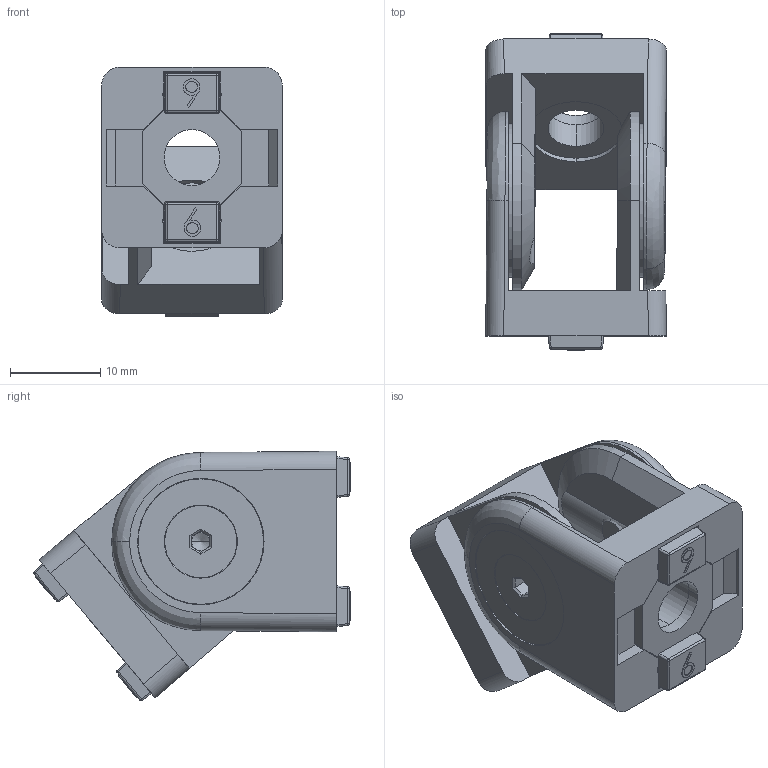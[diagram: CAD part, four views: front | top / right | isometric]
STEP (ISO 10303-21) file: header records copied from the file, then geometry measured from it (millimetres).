
FILE_DESCRIPTION (( 'STEP AP214' ), '1' );
FILE_NAME ('7125200', '2019-01-30T08:41:51', ( '' ), ('JUGARD+KÜNSTNER GmbH'), 'SwSTEP 2.0', 'SolidWorks 2017', '' );
FILE_SCHEMA (( 'AUTOMOTIVE_DESIGN' ));
Length unit declared in the file: millimetre
Products named in the file (6): 7125200; Part5; Part1; Part2; Part3; Part9
Assembly tree (10 placements, depth 2):
  7125200
    Part5  x2
    Part1  x2
    Part2  x2
    Part3  x2
    Part9  x2
Bounding box: 20 x 35.05 x 27.62 mm (x, y, z)
Volume: 6732.5 mm3; surface area: 7789 mm2
Topology: 10 solids, 10 shells, 510 faces, 1218 edges, 746 vertices
Faces by surface type: plane 248, cylinder 128, bspline 96, cone 38
Entity records: 12189 total; most frequent: CARTESIAN_POINT 3503, ORIENTED_EDGE 1214, DIRECTION 1107, EDGE_CURVE 607, AXIS2_PLACEMENT_3D 381, VERTEX_POINT 373, VECTOR 345, LINE 345
